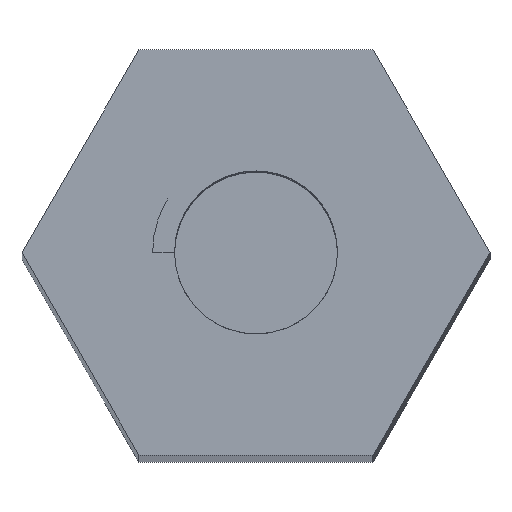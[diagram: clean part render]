
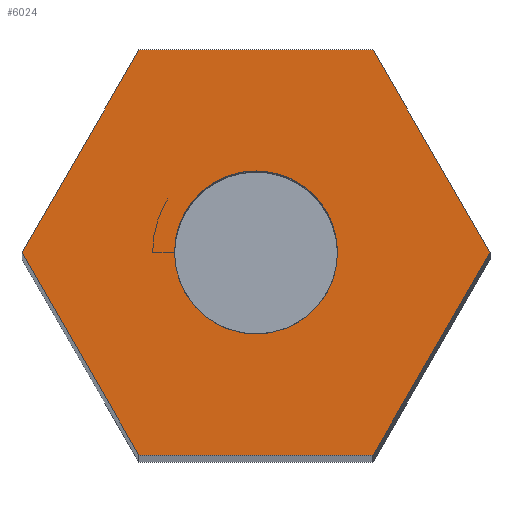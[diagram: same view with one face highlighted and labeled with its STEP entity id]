
A CAD part, top view. The second image highlights one B-rep face of the part: STEP entity #6024.
In plain terms, the highlighted planar face has unit normal (0, 0, 1).
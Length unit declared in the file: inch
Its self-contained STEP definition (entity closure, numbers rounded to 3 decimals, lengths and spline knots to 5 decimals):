
#15 = CARTESIAN_POINT ( 'NONE',  ( 0.14434, 0.25, 2.50337 ) ) ;
#31 = AXIS2_PLACEMENT_3D ( 'NONE', #4765, #2076, #3319 ) ;
#379 = CARTESIAN_POINT ( 'NONE',  ( 0.28868, 0., 2.50337 ) ) ;
#420 = VERTEX_POINT ( 'NONE', #15 ) ;
#442 = VECTOR ( 'NONE', #4146, 39.37008 ) ;
#470 = CARTESIAN_POINT ( 'NONE',  ( -0.14434, 0.25, 2.50337 ) ) ;
#548 = ORIENTED_EDGE ( 'NONE', *, *, #6573, .T. ) ;
#585 = EDGE_CURVE ( 'NONE', #420, #2641, #763, .T. ) ;
#626 = DIRECTION ( 'NONE',  ( 1., 0., 0. ) ) ;
#693 = DIRECTION ( 'NONE',  ( 1., 0., 0. ) ) ;
#763 = LINE ( 'NONE', #5761, #442 ) ;
#769 = VERTEX_POINT ( 'NONE', #4370 ) ;
#797 = FACE_BOUND ( 'NONE', #2457, .T. ) ;
#816 = EDGE_CURVE ( 'NONE', #5622, #420, #2090, .T. ) ;
#860 = CARTESIAN_POINT ( 'NONE',  ( 0.28868, 0., 2.50337 ) ) ;
#881 = VERTEX_POINT ( 'NONE', #978 ) ;
#978 = CARTESIAN_POINT ( 'NONE',  ( 0.1005, 0., 2.50337 ) ) ;
#993 = CARTESIAN_POINT ( 'NONE',  ( -0.28868, 0., 2.50337 ) ) ;
#1502 = ORIENTED_EDGE ( 'NONE', *, *, #4441, .F. ) ;
#1833 = VERTEX_POINT ( 'NONE', #993 ) ;
#1913 = DIRECTION ( 'NONE',  ( 0., 0., 1. ) ) ;
#1919 = VERTEX_POINT ( 'NONE', #6701 ) ;
#2020 = DIRECTION ( 'NONE',  ( -0.5, -0.866, 0. ) ) ;
#2059 = CARTESIAN_POINT ( 'NONE',  ( -0.1005, 0., 2.50337 ) ) ;
#2076 = DIRECTION ( 'NONE',  ( 0., 0., 1. ) ) ;
#2090 = LINE ( 'NONE', #860, #4440 ) ;
#2106 = CARTESIAN_POINT ( 'NONE',  ( 0.14434, -0.25, 2.50337 ) ) ;
#2454 = CARTESIAN_POINT ( 'NONE',  ( -0.14434, 0.25, 2.50337 ) ) ;
#2457 = EDGE_LOOP ( 'NONE', ( #5737, #1502 ) ) ;
#2460 = EDGE_CURVE ( 'NONE', #1833, #1919, #4331, .T. ) ;
#2544 = VERTEX_POINT ( 'NONE', #2059 ) ;
#2615 = VECTOR ( 'NONE', #2020, 39.37008 ) ;
#2641 = VERTEX_POINT ( 'NONE', #470 ) ;
#2654 = LINE ( 'NONE', #2106, #3679 ) ;
#3013 = LINE ( 'NONE', #2454, #2615 ) ;
#3132 = DIRECTION ( 'NONE',  ( 0.5, 0.866, 0. ) ) ;
#3144 = ORIENTED_EDGE ( 'NONE', *, *, #816, .T. ) ;
#3246 = EDGE_CURVE ( 'NONE', #1919, #769, #6569, .T. ) ;
#3319 = DIRECTION ( 'NONE',  ( 1., 0., 0. ) ) ;
#3358 = CARTESIAN_POINT ( 'NONE',  ( 0., 0., 2.50337 ) ) ;
#3394 = VECTOR ( 'NONE', #6021, 39.37008 ) ;
#3635 = EDGE_LOOP ( 'NONE', ( #4259, #548, #3144, #7183, #6107, #4920 ) ) ;
#3679 = VECTOR ( 'NONE', #3132, 39.37008 ) ;
#4146 = DIRECTION ( 'NONE',  ( -1., 0., 0. ) ) ;
#4259 = ORIENTED_EDGE ( 'NONE', *, *, #3246, .T. ) ;
#4331 = LINE ( 'NONE', #7067, #3394 ) ;
#4370 = CARTESIAN_POINT ( 'NONE',  ( 0.14434, -0.25, 2.50337 ) ) ;
#4440 = VECTOR ( 'NONE', #5941, 39.37008 ) ;
#4441 = EDGE_CURVE ( 'NONE', #881, #2544, #6925, .T. ) ;
#4765 = CARTESIAN_POINT ( 'NONE',  ( 0., 0., 2.50337 ) ) ;
#4902 = VECTOR ( 'NONE', #5276, 39.37008 ) ;
#4920 = ORIENTED_EDGE ( 'NONE', *, *, #2460, .T. ) ;
#4995 = EDGE_CURVE ( 'NONE', #2641, #1833, #3013, .T. ) ;
#5175 = AXIS2_PLACEMENT_3D ( 'NONE', #5700, #1913, #693 ) ;
#5276 = DIRECTION ( 'NONE',  ( 1., 0., 0. ) ) ;
#5622 = VERTEX_POINT ( 'NONE', #379 ) ;
#5631 = DIRECTION ( 'NONE',  ( 0., 0., 1. ) ) ;
#5700 = CARTESIAN_POINT ( 'NONE',  ( 0., 0., 2.50337 ) ) ;
#5737 = ORIENTED_EDGE ( 'NONE', *, *, #5837, .F. ) ;
#5761 = CARTESIAN_POINT ( 'NONE',  ( 0.14434, 0.25, 2.50337 ) ) ;
#5837 = EDGE_CURVE ( 'NONE', #2544, #881, #6702, .T. ) ;
#5860 = AXIS2_PLACEMENT_3D ( 'NONE', #3358, #5631, #626 ) ;
#5941 = DIRECTION ( 'NONE',  ( -0.5, 0.866, 0. ) ) ;
#6021 = DIRECTION ( 'NONE',  ( 0.5, -0.866, 0. ) ) ;
#6024 = ADVANCED_FACE ( 'NONE', ( #797, #6324 ), #6259, .T. ) ;
#6107 = ORIENTED_EDGE ( 'NONE', *, *, #4995, .T. ) ;
#6259 = PLANE ( 'NONE',  #5175 ) ;
#6324 = FACE_OUTER_BOUND ( 'NONE', #3635, .T. ) ;
#6455 = CARTESIAN_POINT ( 'NONE',  ( -0.14434, -0.25, 2.50337 ) ) ;
#6569 = LINE ( 'NONE', #6455, #4902 ) ;
#6573 = EDGE_CURVE ( 'NONE', #769, #5622, #2654, .T. ) ;
#6701 = CARTESIAN_POINT ( 'NONE',  ( -0.14434, -0.25, 2.50337 ) ) ;
#6702 = CIRCLE ( 'NONE', #5860, 0.1005 ) ;
#6925 = CIRCLE ( 'NONE', #31, 0.1005 ) ;
#7067 = CARTESIAN_POINT ( 'NONE',  ( -0.28868, 0., 2.50337 ) ) ;
#7183 = ORIENTED_EDGE ( 'NONE', *, *, #585, .T. ) ;
